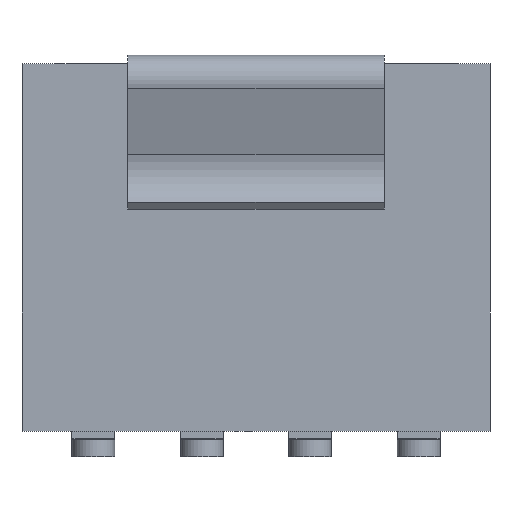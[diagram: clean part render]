
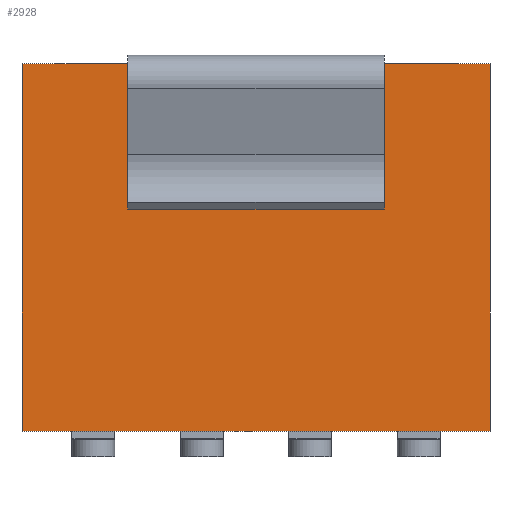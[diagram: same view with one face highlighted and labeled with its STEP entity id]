
A CAD part, front view. The second image highlights one B-rep face of the part: STEP entity #2928.
In plain terms, the highlighted planar face has unit normal (0, -1, 0).
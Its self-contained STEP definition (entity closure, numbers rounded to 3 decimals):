
#337=ORIENTED_EDGE('',*,*,#1175,.F.);
#338=ORIENTED_EDGE('',*,*,#1186,.F.);
#339=ORIENTED_EDGE('',*,*,#1184,.F.);
#340=ORIENTED_EDGE('',*,*,#1055,.F.);
#1055=EDGE_CURVE('',#1485,#1486,#1767,.T.);
#1175=EDGE_CURVE('',#1604,#1485,#1887,.T.);
#1184=EDGE_CURVE('',#1486,#1607,#1896,.T.);
#1186=EDGE_CURVE('',#1607,#1604,#1898,.T.);
#1485=VERTEX_POINT('',#4191);
#1486=VERTEX_POINT('',#4193);
#1604=VERTEX_POINT('',#4440);
#1607=VERTEX_POINT('',#4449);
#1767=LINE('',#4192,#2121);
#1887=LINE('',#4441,#2241);
#1896=LINE('',#4457,#2250);
#1898=LINE('',#4460,#2252);
#2121=VECTOR('',#3359,1000.);
#2241=VECTOR('',#3499,1000.);
#2250=VECTOR('',#3510,1000.);
#2252=VECTOR('',#3514,1000.);
#2487=EDGE_LOOP('',(#337,#338,#339,#340));
#2657=FACE_BOUND('',#2487,.T.);
#2811=PLANE('',#3121);
#2928=ADVANCED_FACE('',(#2657),#2811,.F.);
#3121=AXIS2_PLACEMENT_3D('',#4464,#3519,#3520);
#3359=DIRECTION('',(1.,0.,0.));
#3499=DIRECTION('',(0.,0.,1.));
#3510=DIRECTION('',(0.,0.,-1.));
#3514=DIRECTION('',(-1.,0.,0.));
#3519=DIRECTION('',(0.,1.,0.));
#3520=DIRECTION('',(0.,0.,1.));
#4191=CARTESIAN_POINT('',(-2.74,-1.55,2.15));
#4192=CARTESIAN_POINT('',(-2.74,-1.55,2.15));
#4193=CARTESIAN_POINT('',(2.74,-1.55,2.15));
#4440=CARTESIAN_POINT('',(-2.74,-1.55,-2.15));
#4441=CARTESIAN_POINT('',(-2.74,-1.55,-2.15));
#4449=CARTESIAN_POINT('',(2.74,-1.55,-2.15));
#4457=CARTESIAN_POINT('',(2.74,-1.55,2.15));
#4460=CARTESIAN_POINT('',(2.74,-1.55,-2.15));
#4464=CARTESIAN_POINT('',(0.,-1.55,0.));
